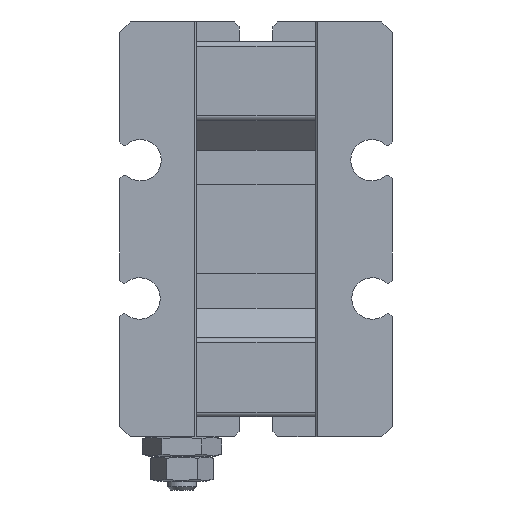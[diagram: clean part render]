
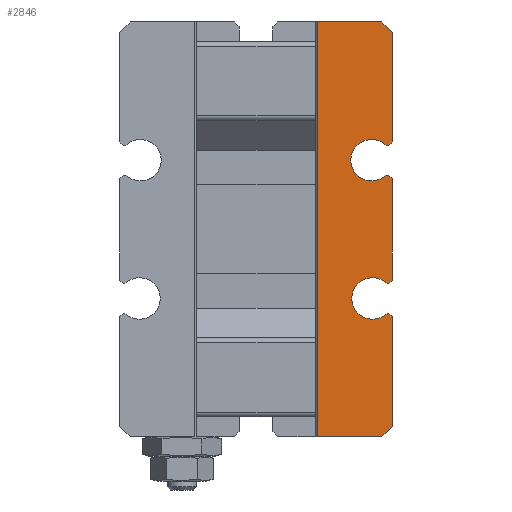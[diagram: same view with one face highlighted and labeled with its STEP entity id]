
A CAD part, left-side view. The second image highlights one B-rep face of the part: STEP entity #2846.
In plain terms, the highlighted face is planar.
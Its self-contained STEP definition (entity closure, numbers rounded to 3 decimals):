
#132=LINE('',#4362,#370);
#137=LINE('',#4377,#375);
#175=LINE('',#4478,#413);
#176=LINE('',#4479,#414);
#177=LINE('',#4481,#415);
#178=LINE('',#4483,#416);
#179=LINE('',#4485,#417);
#180=LINE('',#4489,#418);
#181=LINE('',#4491,#419);
#182=LINE('',#4493,#420);
#183=LINE('',#4495,#421);
#184=LINE('',#4497,#422);
#185=LINE('',#4501,#423);
#186=LINE('',#4503,#424);
#187=LINE('',#4505,#425);
#188=LINE('',#4507,#426);
#370=VECTOR('',#3456,1000.);
#375=VECTOR('',#3467,1000.);
#413=VECTOR('',#3563,1000.);
#414=VECTOR('',#3564,1000.);
#415=VECTOR('',#3565,1000.);
#416=VECTOR('',#3566,1000.);
#417=VECTOR('',#3567,1000.);
#418=VECTOR('',#3570,1000.);
#419=VECTOR('',#3571,1000.);
#420=VECTOR('',#3572,1000.);
#421=VECTOR('',#3573,1000.);
#422=VECTOR('',#3574,1000.);
#423=VECTOR('',#3577,1000.);
#424=VECTOR('',#3578,1000.);
#425=VECTOR('',#3579,1000.);
#426=VECTOR('',#3580,1000.);
#573=PLANE('',#3083);
#684=CIRCLE('',#3084,2.1);
#685=CIRCLE('',#3085,2.1);
#954=ORIENTED_EDGE('',*,*,#1643,.T.);
#955=ORIENTED_EDGE('',*,*,#1695,.F.);
#956=ORIENTED_EDGE('',*,*,#1636,.T.);
#957=ORIENTED_EDGE('',*,*,#1696,.T.);
#958=ORIENTED_EDGE('',*,*,#1697,.T.);
#959=ORIENTED_EDGE('',*,*,#1698,.T.);
#960=ORIENTED_EDGE('',*,*,#1699,.T.);
#961=ORIENTED_EDGE('',*,*,#1700,.F.);
#962=ORIENTED_EDGE('',*,*,#1701,.T.);
#963=ORIENTED_EDGE('',*,*,#1702,.T.);
#964=ORIENTED_EDGE('',*,*,#1703,.T.);
#965=ORIENTED_EDGE('',*,*,#1704,.T.);
#966=ORIENTED_EDGE('',*,*,#1705,.T.);
#967=ORIENTED_EDGE('',*,*,#1706,.F.);
#968=ORIENTED_EDGE('',*,*,#1707,.T.);
#969=ORIENTED_EDGE('',*,*,#1708,.T.);
#970=ORIENTED_EDGE('',*,*,#1709,.T.);
#971=ORIENTED_EDGE('',*,*,#1710,.T.);
#1636=EDGE_CURVE('',#2007,#2006,#132,.T.);
#1643=EDGE_CURVE('',#2014,#2013,#137,.T.);
#1695=EDGE_CURVE('',#2007,#2013,#175,.T.);
#1696=EDGE_CURVE('',#2006,#2048,#176,.T.);
#1697=EDGE_CURVE('',#2048,#2049,#177,.T.);
#1698=EDGE_CURVE('',#2049,#2050,#178,.T.);
#1699=EDGE_CURVE('',#2050,#2051,#179,.T.);
#1700=EDGE_CURVE('',#2052,#2051,#684,.T.);
#1701=EDGE_CURVE('',#2052,#2053,#180,.T.);
#1702=EDGE_CURVE('',#2053,#2054,#181,.T.);
#1703=EDGE_CURVE('',#2054,#2055,#182,.T.);
#1704=EDGE_CURVE('',#2055,#2056,#183,.T.);
#1705=EDGE_CURVE('',#2056,#2057,#184,.T.);
#1706=EDGE_CURVE('',#2058,#2057,#685,.T.);
#1707=EDGE_CURVE('',#2058,#2059,#185,.T.);
#1708=EDGE_CURVE('',#2059,#2060,#186,.T.);
#1709=EDGE_CURVE('',#2060,#2061,#187,.T.);
#1710=EDGE_CURVE('',#2061,#2014,#188,.T.);
#2006=VERTEX_POINT('',#4361);
#2007=VERTEX_POINT('',#4363);
#2013=VERTEX_POINT('',#4376);
#2014=VERTEX_POINT('',#4378);
#2048=VERTEX_POINT('',#4480);
#2049=VERTEX_POINT('',#4482);
#2050=VERTEX_POINT('',#4484);
#2051=VERTEX_POINT('',#4486);
#2052=VERTEX_POINT('',#4488);
#2053=VERTEX_POINT('',#4490);
#2054=VERTEX_POINT('',#4492);
#2055=VERTEX_POINT('',#4494);
#2056=VERTEX_POINT('',#4496);
#2057=VERTEX_POINT('',#4498);
#2058=VERTEX_POINT('',#4500);
#2059=VERTEX_POINT('',#4502);
#2060=VERTEX_POINT('',#4504);
#2061=VERTEX_POINT('',#4506);
#2291=EDGE_LOOP('',(#954,#955,#956,#957,#958,#959,#960,#961,#962,#963,#964,
#965,#966,#967,#968,#969,#970,#971));
#2553=FACE_BOUND('',#2291,.T.);
#2846=ADVANCED_FACE('',(#2553),#573,.T.);
#3083=AXIS2_PLACEMENT_3D('',#4477,#3561,#3562);
#3084=AXIS2_PLACEMENT_3D('',#4487,#3568,#3569);
#3085=AXIS2_PLACEMENT_3D('',#4499,#3575,#3576);
#3456=DIRECTION('',(0.,1.,0.));
#3467=DIRECTION('',(0.,-1.,0.));
#3561=DIRECTION('',(0.,0.,1.));
#3562=DIRECTION('',(1.,0.,0.));
#3563=DIRECTION('',(-1.,0.,0.));
#3564=DIRECTION('',(-0.707,0.707,0.));
#3565=DIRECTION('',(-1.,0.,0.));
#3566=DIRECTION('',(-0.707,-0.707,0.));
#3567=DIRECTION('',(0.,-1.,0.));
#3568=DIRECTION('',(0.,0.,1.));
#3569=DIRECTION('',(1.,0.,0.));
#3570=DIRECTION('',(0.,1.,0.));
#3571=DIRECTION('',(-0.707,0.707,0.));
#3572=DIRECTION('',(-1.,0.,0.));
#3573=DIRECTION('',(-0.707,-0.707,0.));
#3574=DIRECTION('',(0.,-1.,0.));
#3575=DIRECTION('',(0.,0.,1.));
#3576=DIRECTION('',(1.,0.,0.));
#3577=DIRECTION('',(0.,1.,0.));
#3578=DIRECTION('',(-0.707,0.707,0.));
#3579=DIRECTION('',(-1.,0.,0.));
#3580=DIRECTION('',(-0.707,-0.707,0.));
#4361=CARTESIAN_POINT('',(21.,12.753,0.));
#4362=CARTESIAN_POINT('',(21.,2.2,0.));
#4363=CARTESIAN_POINT('',(21.,6.2,0.));
#4376=CARTESIAN_POINT('',(-21.,6.2,0.));
#4377=CARTESIAN_POINT('',(-21.,12.753,0.));
#4378=CARTESIAN_POINT('',(-21.,12.753,0.));
#4477=CARTESIAN_POINT('',(-7.,-11.7,0.));
#4478=CARTESIAN_POINT('',(21.,6.2,0.));
#4479=CARTESIAN_POINT('',(21.,12.753,0.));
#4480=CARTESIAN_POINT('',(19.953,13.8,0.));
#4481=CARTESIAN_POINT('',(19.953,13.8,0.));
#4482=CARTESIAN_POINT('',(8.85,13.8,0.));
#4483=CARTESIAN_POINT('',(8.85,13.8,0.));
#4484=CARTESIAN_POINT('',(8.5,13.45,0.));
#4485=CARTESIAN_POINT('',(8.5,13.45,0.));
#4486=CARTESIAN_POINT('',(8.5,13.27,0.));
#4487=CARTESIAN_POINT('',(7.,11.8,0.));
#4488=CARTESIAN_POINT('',(5.5,13.27,0.));
#4489=CARTESIAN_POINT('',(5.5,13.27,0.));
#4490=CARTESIAN_POINT('',(5.5,13.45,0.));
#4491=CARTESIAN_POINT('',(5.5,13.45,0.));
#4492=CARTESIAN_POINT('',(5.15,13.8,0.));
#4493=CARTESIAN_POINT('',(5.15,13.8,0.));
#4494=CARTESIAN_POINT('',(-5.15,13.8,0.));
#4495=CARTESIAN_POINT('',(-5.15,13.8,0.));
#4496=CARTESIAN_POINT('',(-5.5,13.45,0.));
#4497=CARTESIAN_POINT('',(-5.5,13.45,0.));
#4498=CARTESIAN_POINT('',(-5.5,13.17,0.));
#4499=CARTESIAN_POINT('',(-7.,11.7,0.));
#4500=CARTESIAN_POINT('',(-8.5,13.17,0.));
#4501=CARTESIAN_POINT('',(-8.5,13.17,0.));
#4502=CARTESIAN_POINT('',(-8.5,13.45,0.));
#4503=CARTESIAN_POINT('',(-8.5,13.45,0.));
#4504=CARTESIAN_POINT('',(-8.85,13.8,0.));
#4505=CARTESIAN_POINT('',(-8.85,13.8,0.));
#4506=CARTESIAN_POINT('',(-19.953,13.8,0.));
#4507=CARTESIAN_POINT('',(-19.953,13.8,0.));
